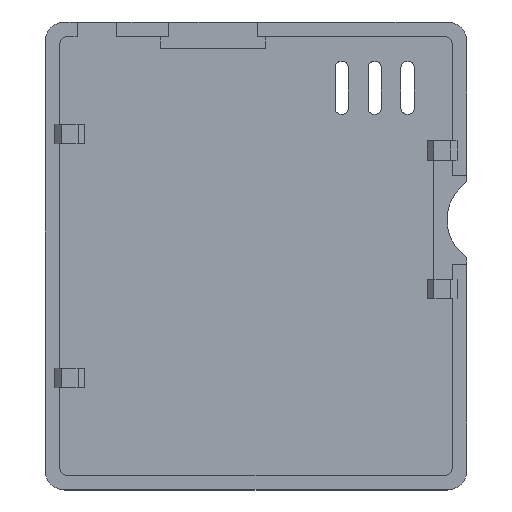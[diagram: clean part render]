
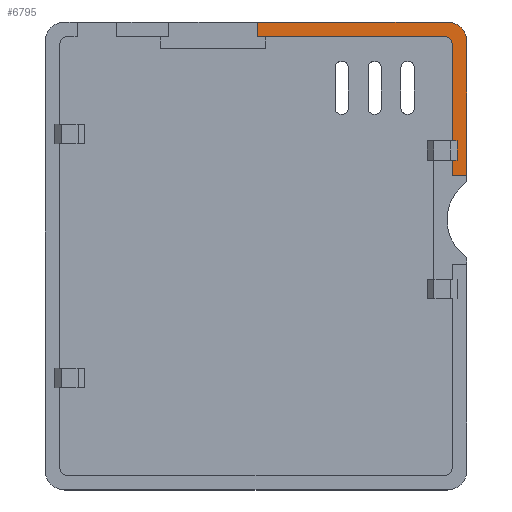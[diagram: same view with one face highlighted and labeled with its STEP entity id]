
A CAD part, top view. The second image highlights one B-rep face of the part: STEP entity #6795.
In plain terms, the highlighted planar face has unit normal (0, 0, 1).
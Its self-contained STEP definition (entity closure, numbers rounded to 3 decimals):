
#652 = PLANE('',#653);
#653 = AXIS2_PLACEMENT_3D('',#654,#655,#656);
#654 = CARTESIAN_POINT('',(-32.,35.5,0.));
#655 = DIRECTION('',(0.,1.,0.));
#656 = DIRECTION('',(0.,0.,1.));
#2863 = VERTEX_POINT('',#2864);
#2864 = CARTESIAN_POINT('',(0.25,35.5,1.));
#2878 = PLANE('',#2879);
#2879 = AXIS2_PLACEMENT_3D('',#2880,#2881,#2882);
#2880 = CARTESIAN_POINT('',(0.25,31.5,0.));
#2881 = DIRECTION('',(1.,0.,0.));
#2882 = DIRECTION('',(0.,0.,1.));
#2890 = EDGE_CURVE('',#2863,#2891,#2893,.T.);
#2891 = VERTEX_POINT('',#2892);
#2892 = CARTESIAN_POINT('',(29.,35.5,1.));
#2893 = SURFACE_CURVE('',#2894,(#2898,#2905),.PCURVE_S1.);
#2894 = LINE('',#2895,#2896);
#2895 = CARTESIAN_POINT('',(-32.,35.5,1.));
#2896 = VECTOR('',#2897,1.);
#2897 = DIRECTION('',(1.,0.,0.));
#2898 = PCURVE('',#652,#2899);
#2899 = DEFINITIONAL_REPRESENTATION('',(#2900),#2904);
#2900 = LINE('',#2901,#2902);
#2901 = CARTESIAN_POINT('',(1.,0.));
#2902 = VECTOR('',#2903,1.);
#2903 = DIRECTION('',(0.,1.));
#2904 = ( GEOMETRIC_REPRESENTATION_CONTEXT(2) 
PARAMETRIC_REPRESENTATION_CONTEXT() REPRESENTATION_CONTEXT('2D SPACE',''
  ) );
#2905 = PCURVE('',#2906,#2911);
#2906 = PLANE('',#2907);
#2907 = AXIS2_PLACEMENT_3D('',#2908,#2909,#2910);
#2908 = CARTESIAN_POINT('',(-32.,-35.5,1.));
#2909 = DIRECTION('',(0.,0.,1.));
#2910 = DIRECTION('',(1.,0.,0.));
#2911 = DEFINITIONAL_REPRESENTATION('',(#2912),#2916);
#2912 = LINE('',#2913,#2914);
#2913 = CARTESIAN_POINT('',(0.,71.));
#2914 = VECTOR('',#2915,1.);
#2915 = DIRECTION('',(1.,0.));
#2916 = ( GEOMETRIC_REPRESENTATION_CONTEXT(2) 
PARAMETRIC_REPRESENTATION_CONTEXT() REPRESENTATION_CONTEXT('2D SPACE',''
  ) );
#2934 = CYLINDRICAL_SURFACE('',#2935,3.);
#2935 = AXIS2_PLACEMENT_3D('',#2936,#2937,#2938);
#2936 = CARTESIAN_POINT('',(29.,32.5,0.));
#2937 = DIRECTION('',(0.,0.,1.));
#2938 = DIRECTION('',(1.,0.,-0.));
#3140 = PLANE('',#3141);
#3141 = AXIS2_PLACEMENT_3D('',#3142,#3143,#3144);
#3142 = CARTESIAN_POINT('',(32.,-35.5,0.));
#3143 = DIRECTION('',(1.,0.,0.));
#3144 = DIRECTION('',(0.,0.,1.));
#4536 = PLANE('',#4537);
#4537 = AXIS2_PLACEMENT_3D('',#4538,#4539,#4540);
#4538 = CARTESIAN_POINT('',(28.,12.25,0.));
#4539 = DIRECTION('',(0.,1.,0.));
#4540 = DIRECTION('',(0.,0.,1.));
#4564 = PLANE('',#4565);
#4565 = AXIS2_PLACEMENT_3D('',#4566,#4567,#4568);
#4566 = CARTESIAN_POINT('',(29.75,-33.25,0.));
#4567 = DIRECTION('',(1.,0.,0.));
#4568 = DIRECTION('',(0.,0.,1.));
#5370 = CYLINDRICAL_SURFACE('',#5371,1.);
#5371 = AXIS2_PLACEMENT_3D('',#5372,#5373,#5374);
#5372 = CARTESIAN_POINT('',(28.75,32.25,0.));
#5373 = DIRECTION('',(0.,0.,1.));
#5374 = DIRECTION('',(1.,0.,-0.));
#5398 = PLANE('',#5399);
#5399 = AXIS2_PLACEMENT_3D('',#5400,#5401,#5402);
#5400 = CARTESIAN_POINT('',(-29.75,33.25,0.));
#5401 = DIRECTION('',(0.,1.,0.));
#5402 = DIRECTION('',(0.,0.,1.));
#6750 = VERTEX_POINT('',#6751);
#6751 = CARTESIAN_POINT('',(32.,32.5,1.));
#6774 = EDGE_CURVE('',#6750,#2891,#6775,.T.);
#6775 = SURFACE_CURVE('',#6776,(#6781,#6788),.PCURVE_S1.);
#6776 = CIRCLE('',#6777,3.);
#6777 = AXIS2_PLACEMENT_3D('',#6778,#6779,#6780);
#6778 = CARTESIAN_POINT('',(29.,32.5,1.));
#6779 = DIRECTION('',(0.,0.,1.));
#6780 = DIRECTION('',(0.,-1.,0.));
#6781 = PCURVE('',#2934,#6782);
#6782 = DEFINITIONAL_REPRESENTATION('',(#6783),#6787);
#6783 = LINE('',#6784,#6785);
#6784 = CARTESIAN_POINT('',(-1.571,1.));
#6785 = VECTOR('',#6786,1.);
#6786 = DIRECTION('',(1.,0.));
#6787 = ( GEOMETRIC_REPRESENTATION_CONTEXT(2) 
PARAMETRIC_REPRESENTATION_CONTEXT() REPRESENTATION_CONTEXT('2D SPACE',''
  ) );
#6788 = PCURVE('',#2906,#6789);
#6789 = DEFINITIONAL_REPRESENTATION('',(#6790),#6794);
#6790 = CIRCLE('',#6791,3.);
#6791 = AXIS2_PLACEMENT_2D('',#6792,#6793);
#6792 = CARTESIAN_POINT('',(61.,68.));
#6793 = DIRECTION('',(0.,-1.));
#6794 = ( GEOMETRIC_REPRESENTATION_CONTEXT(2) 
PARAMETRIC_REPRESENTATION_CONTEXT() REPRESENTATION_CONTEXT('2D SPACE',''
  ) );
#6795 = ADVANCED_FACE('',(#6796),#2906,.T.);
#6796 = FACE_BOUND('',#6797,.T.);
#6797 = EDGE_LOOP('',(#6798,#6821,#6842,#6843,#6844,#6865,#6888,#6912));
#6798 = ORIENTED_EDGE('',*,*,#6799,.F.);
#6799 = EDGE_CURVE('',#6800,#6802,#6804,.T.);
#6800 = VERTEX_POINT('',#6801);
#6801 = CARTESIAN_POINT('',(32.,12.25,1.));
#6802 = VERTEX_POINT('',#6803);
#6803 = CARTESIAN_POINT('',(29.75,12.25,1.));
#6804 = SURFACE_CURVE('',#6805,(#6809,#6815),.PCURVE_S1.);
#6805 = LINE('',#6806,#6807);
#6806 = CARTESIAN_POINT('',(-2.,12.25,1.));
#6807 = VECTOR('',#6808,1.);
#6808 = DIRECTION('',(-1.,0.,0.));
#6809 = PCURVE('',#2906,#6810);
#6810 = DEFINITIONAL_REPRESENTATION('',(#6811),#6814);
#6811 = B_SPLINE_CURVE_WITH_KNOTS('',1,(#6812,#6813),.UNSPECIFIED.,.F.,
  .F.,(2,2),(-34.,-30.),.PIECEWISE_BEZIER_KNOTS.);
#6812 = CARTESIAN_POINT('',(64.,47.75));
#6813 = CARTESIAN_POINT('',(60.,47.75));
#6814 = ( GEOMETRIC_REPRESENTATION_CONTEXT(2) 
PARAMETRIC_REPRESENTATION_CONTEXT() REPRESENTATION_CONTEXT('2D SPACE',''
  ) );
#6815 = PCURVE('',#4536,#6816);
#6816 = DEFINITIONAL_REPRESENTATION('',(#6817),#6820);
#6817 = B_SPLINE_CURVE_WITH_KNOTS('',1,(#6818,#6819),.UNSPECIFIED.,.F.,
  .F.,(2,2),(-34.,-30.),.PIECEWISE_BEZIER_KNOTS.);
#6818 = CARTESIAN_POINT('',(1.,4.));
#6819 = CARTESIAN_POINT('',(1.,0.));
#6820 = ( GEOMETRIC_REPRESENTATION_CONTEXT(2) 
PARAMETRIC_REPRESENTATION_CONTEXT() REPRESENTATION_CONTEXT('2D SPACE',''
  ) );
#6821 = ORIENTED_EDGE('',*,*,#6822,.T.);
#6822 = EDGE_CURVE('',#6800,#6750,#6823,.T.);
#6823 = SURFACE_CURVE('',#6824,(#6828,#6835),.PCURVE_S1.);
#6824 = LINE('',#6825,#6826);
#6825 = CARTESIAN_POINT('',(32.,-35.5,1.));
#6826 = VECTOR('',#6827,1.);
#6827 = DIRECTION('',(0.,1.,0.));
#6828 = PCURVE('',#2906,#6829);
#6829 = DEFINITIONAL_REPRESENTATION('',(#6830),#6834);
#6830 = LINE('',#6831,#6832);
#6831 = CARTESIAN_POINT('',(64.,0.));
#6832 = VECTOR('',#6833,1.);
#6833 = DIRECTION('',(0.,1.));
#6834 = ( GEOMETRIC_REPRESENTATION_CONTEXT(2) 
PARAMETRIC_REPRESENTATION_CONTEXT() REPRESENTATION_CONTEXT('2D SPACE',''
  ) );
#6835 = PCURVE('',#3140,#6836);
#6836 = DEFINITIONAL_REPRESENTATION('',(#6837),#6841);
#6837 = LINE('',#6838,#6839);
#6838 = CARTESIAN_POINT('',(1.,0.));
#6839 = VECTOR('',#6840,1.);
#6840 = DIRECTION('',(0.,-1.));
#6841 = ( GEOMETRIC_REPRESENTATION_CONTEXT(2) 
PARAMETRIC_REPRESENTATION_CONTEXT() REPRESENTATION_CONTEXT('2D SPACE',''
  ) );
#6842 = ORIENTED_EDGE('',*,*,#6774,.T.);
#6843 = ORIENTED_EDGE('',*,*,#2890,.F.);
#6844 = ORIENTED_EDGE('',*,*,#6845,.F.);
#6845 = EDGE_CURVE('',#6846,#2863,#6848,.T.);
#6846 = VERTEX_POINT('',#6847);
#6847 = CARTESIAN_POINT('',(0.25,33.25,1.));
#6848 = SURFACE_CURVE('',#6849,(#6853,#6859),.PCURVE_S1.);
#6849 = LINE('',#6850,#6851);
#6850 = CARTESIAN_POINT('',(0.25,-2.,1.));
#6851 = VECTOR('',#6852,1.);
#6852 = DIRECTION('',(0.,1.,0.));
#6853 = PCURVE('',#2906,#6854);
#6854 = DEFINITIONAL_REPRESENTATION('',(#6855),#6858);
#6855 = B_SPLINE_CURVE_WITH_KNOTS('',1,(#6856,#6857),.UNSPECIFIED.,.F.,
  .F.,(2,2),(33.5,37.5),.PIECEWISE_BEZIER_KNOTS.);
#6856 = CARTESIAN_POINT('',(32.25,67.));
#6857 = CARTESIAN_POINT('',(32.25,71.));
#6858 = ( GEOMETRIC_REPRESENTATION_CONTEXT(2) 
PARAMETRIC_REPRESENTATION_CONTEXT() REPRESENTATION_CONTEXT('2D SPACE',''
  ) );
#6859 = PCURVE('',#2878,#6860);
#6860 = DEFINITIONAL_REPRESENTATION('',(#6861),#6864);
#6861 = B_SPLINE_CURVE_WITH_KNOTS('',1,(#6862,#6863),.UNSPECIFIED.,.F.,
  .F.,(2,2),(33.5,37.5),.PIECEWISE_BEZIER_KNOTS.);
#6862 = CARTESIAN_POINT('',(1.,0.));
#6863 = CARTESIAN_POINT('',(1.,-4.));
#6864 = ( GEOMETRIC_REPRESENTATION_CONTEXT(2) 
PARAMETRIC_REPRESENTATION_CONTEXT() REPRESENTATION_CONTEXT('2D SPACE',''
  ) );
#6865 = ORIENTED_EDGE('',*,*,#6866,.T.);
#6866 = EDGE_CURVE('',#6846,#6867,#6869,.T.);
#6867 = VERTEX_POINT('',#6868);
#6868 = CARTESIAN_POINT('',(28.75,33.25,1.));
#6869 = SURFACE_CURVE('',#6870,(#6874,#6881),.PCURVE_S1.);
#6870 = LINE('',#6871,#6872);
#6871 = CARTESIAN_POINT('',(0.25,33.25,1.));
#6872 = VECTOR('',#6873,1.);
#6873 = DIRECTION('',(1.,0.,0.));
#6874 = PCURVE('',#2906,#6875);
#6875 = DEFINITIONAL_REPRESENTATION('',(#6876),#6880);
#6876 = LINE('',#6877,#6878);
#6877 = CARTESIAN_POINT('',(32.25,68.75));
#6878 = VECTOR('',#6879,1.);
#6879 = DIRECTION('',(1.,0.));
#6880 = ( GEOMETRIC_REPRESENTATION_CONTEXT(2) 
PARAMETRIC_REPRESENTATION_CONTEXT() REPRESENTATION_CONTEXT('2D SPACE',''
  ) );
#6881 = PCURVE('',#5398,#6882);
#6882 = DEFINITIONAL_REPRESENTATION('',(#6883),#6887);
#6883 = LINE('',#6884,#6885);
#6884 = CARTESIAN_POINT('',(1.,30.));
#6885 = VECTOR('',#6886,1.);
#6886 = DIRECTION('',(0.,1.));
#6887 = ( GEOMETRIC_REPRESENTATION_CONTEXT(2) 
PARAMETRIC_REPRESENTATION_CONTEXT() REPRESENTATION_CONTEXT('2D SPACE',''
  ) );
#6888 = ORIENTED_EDGE('',*,*,#6889,.F.);
#6889 = EDGE_CURVE('',#6890,#6867,#6892,.T.);
#6890 = VERTEX_POINT('',#6891);
#6891 = CARTESIAN_POINT('',(29.75,32.25,1.));
#6892 = SURFACE_CURVE('',#6893,(#6898,#6905),.PCURVE_S1.);
#6893 = CIRCLE('',#6894,1.);
#6894 = AXIS2_PLACEMENT_3D('',#6895,#6896,#6897);
#6895 = CARTESIAN_POINT('',(28.75,32.25,1.));
#6896 = DIRECTION('',(0.,0.,1.));
#6897 = DIRECTION('',(1.,0.,-0.));
#6898 = PCURVE('',#2906,#6899);
#6899 = DEFINITIONAL_REPRESENTATION('',(#6900),#6904);
#6900 = CIRCLE('',#6901,1.);
#6901 = AXIS2_PLACEMENT_2D('',#6902,#6903);
#6902 = CARTESIAN_POINT('',(60.75,67.75));
#6903 = DIRECTION('',(1.,0.));
#6904 = ( GEOMETRIC_REPRESENTATION_CONTEXT(2) 
PARAMETRIC_REPRESENTATION_CONTEXT() REPRESENTATION_CONTEXT('2D SPACE',''
  ) );
#6905 = PCURVE('',#5370,#6906);
#6906 = DEFINITIONAL_REPRESENTATION('',(#6907),#6911);
#6907 = LINE('',#6908,#6909);
#6908 = CARTESIAN_POINT('',(0.,1.));
#6909 = VECTOR('',#6910,1.);
#6910 = DIRECTION('',(1.,0.));
#6911 = ( GEOMETRIC_REPRESENTATION_CONTEXT(2) 
PARAMETRIC_REPRESENTATION_CONTEXT() REPRESENTATION_CONTEXT('2D SPACE',''
  ) );
#6912 = ORIENTED_EDGE('',*,*,#6913,.T.);
#6913 = EDGE_CURVE('',#6890,#6802,#6914,.T.);
#6914 = SURFACE_CURVE('',#6915,(#6919,#6926),.PCURVE_S1.);
#6915 = LINE('',#6916,#6917);
#6916 = CARTESIAN_POINT('',(29.75,32.25,1.));
#6917 = VECTOR('',#6918,1.);
#6918 = DIRECTION('',(0.,-1.,0.));
#6919 = PCURVE('',#2906,#6920);
#6920 = DEFINITIONAL_REPRESENTATION('',(#6921),#6925);
#6921 = LINE('',#6922,#6923);
#6922 = CARTESIAN_POINT('',(61.75,67.75));
#6923 = VECTOR('',#6924,1.);
#6924 = DIRECTION('',(0.,-1.));
#6925 = ( GEOMETRIC_REPRESENTATION_CONTEXT(2) 
PARAMETRIC_REPRESENTATION_CONTEXT() REPRESENTATION_CONTEXT('2D SPACE',''
  ) );
#6926 = PCURVE('',#4564,#6927);
#6927 = DEFINITIONAL_REPRESENTATION('',(#6928),#6932);
#6928 = LINE('',#6929,#6930);
#6929 = CARTESIAN_POINT('',(1.,-65.5));
#6930 = VECTOR('',#6931,1.);
#6931 = DIRECTION('',(0.,1.));
#6932 = ( GEOMETRIC_REPRESENTATION_CONTEXT(2) 
PARAMETRIC_REPRESENTATION_CONTEXT() REPRESENTATION_CONTEXT('2D SPACE',''
  ) );
